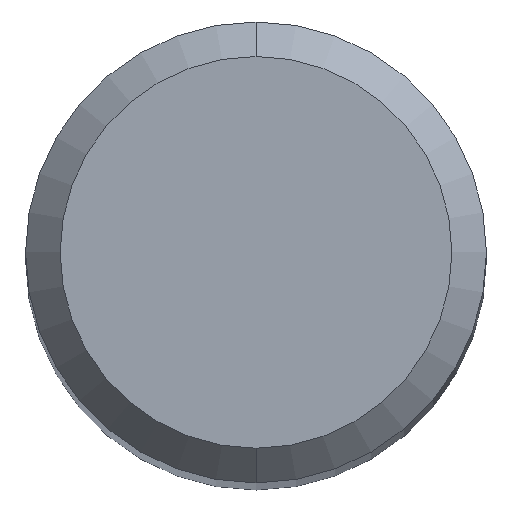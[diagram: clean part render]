
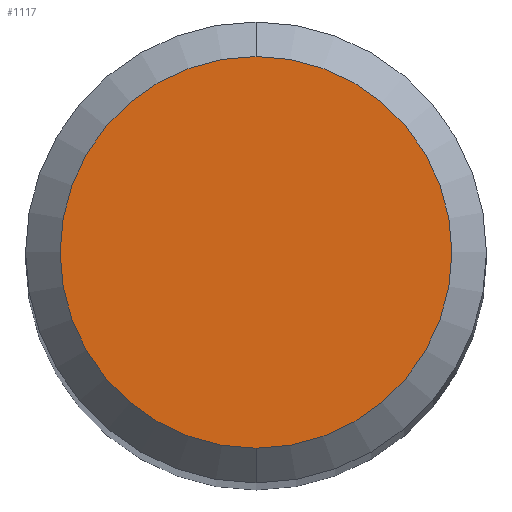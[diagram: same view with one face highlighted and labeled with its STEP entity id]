
A CAD part, top view. The second image highlights one B-rep face of the part: STEP entity #1117.
In plain terms, the highlighted planar face has unit normal (0, 0, 1).
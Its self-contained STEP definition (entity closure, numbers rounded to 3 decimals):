
#479=VERTEX_POINT('',#1244);
#573=EDGE_CURVE('',#817,#479,#1346,.T.);
#629=EDGE_CURVE('',#479,#817,#1407,.T.);
#817=VERTEX_POINT('',#1610);
#1117=ADVANCED_FACE('',(#1935),#1936,.T.);
#1244=CARTESIAN_POINT('',(0.0,1.7,0.0));
#1346=CIRCLE('',#2950,1.7);
#1407=CIRCLE('',#3244,1.7);
#1610=CARTESIAN_POINT('',(0.,-1.7,0.0));
#1935=FACE_OUTER_BOUND('',#5130,.T.);
#1936=PLANE('',#5131);
#2950=AXIS2_PLACEMENT_3D('',#5380,#5381,#5382);
#3244=AXIS2_PLACEMENT_3D('',#5441,#5442,#5443);
#5130=EDGE_LOOP('',(#6003,#6004));
#5131=AXIS2_PLACEMENT_3D('',#6005,#6006,#6007);
#5380=CARTESIAN_POINT('',(0.0,0.0,0.0));
#5381=DIRECTION('',(0.0,0.0,-1.0));
#5382=DIRECTION('',(0.0,1.0,0.0));
#5441=CARTESIAN_POINT('',(0.0,0.0,0.0));
#5442=DIRECTION('',(0.0,0.0,-1.0));
#5443=DIRECTION('',(0.0,1.0,0.0));
#6003=ORIENTED_EDGE('',*,*,#629,.F.);
#6004=ORIENTED_EDGE('',*,*,#573,.F.);
#6005=CARTESIAN_POINT('',(0.0,0.85,0.0));
#6006=DIRECTION('',(-0.0,0.0,1.0));
#6007=DIRECTION('',(0.0,-1.0,0.0));
